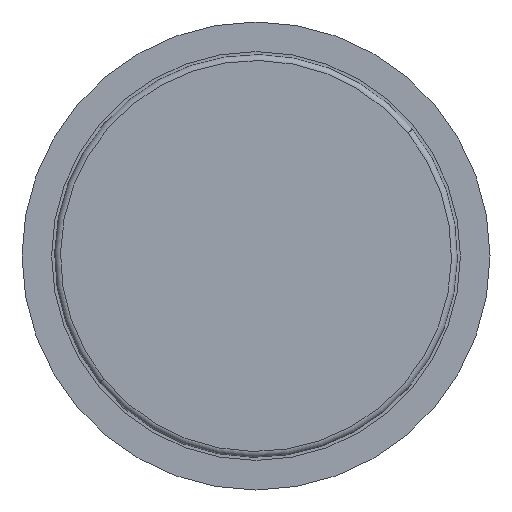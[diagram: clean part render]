
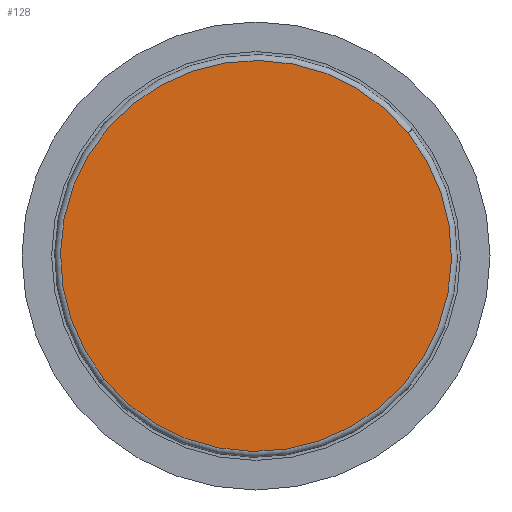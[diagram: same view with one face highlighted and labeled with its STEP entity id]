
A CAD part, front view. The second image highlights one B-rep face of the part: STEP entity #128.
In plain terms, the highlighted planar face has unit normal (0, -1, 0).
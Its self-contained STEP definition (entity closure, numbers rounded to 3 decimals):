
#128 = ADVANCED_FACE ( 'NONE', ( #2515 ), #292, .T. ) ;
#271 = ORIENTED_EDGE ( 'NONE', *, *, #2680, .T. ) ;
#292 = PLANE ( 'NONE',  #1787 ) ;
#605 = CIRCLE ( 'NONE', #1629, 33. ) ;
#620 = ORIENTED_EDGE ( 'NONE', *, *, #1206, .T. ) ;
#809 = DIRECTION ( 'NONE',  ( 0., -1., 0. ) ) ;
#856 = DIRECTION ( 'NONE',  ( 0., 0., 1. ) ) ;
#876 = DIRECTION ( 'NONE',  ( 0., 0., 1. ) ) ;
#997 = CARTESIAN_POINT ( 'NONE',  ( 0., 0., -33. ) ) ;
#1017 = CARTESIAN_POINT ( 'NONE',  ( -33.366, 0., -33. ) ) ;
#1100 = CIRCLE ( 'NONE', #2911, 33. ) ;
#1115 = CARTESIAN_POINT ( 'NONE',  ( 0., 0., 0. ) ) ;
#1206 = EDGE_CURVE ( 'NONE', #2494, #2888, #605, .T. ) ;
#1629 = AXIS2_PLACEMENT_3D ( 'NONE', #1115, #3092, #876 ) ;
#1738 = CARTESIAN_POINT ( 'NONE',  ( 0., 0., 33. ) ) ;
#1787 = AXIS2_PLACEMENT_3D ( 'NONE', #1017, #809, #2962 ) ;
#1907 = EDGE_LOOP ( 'NONE', ( #620, #271 ) ) ;
#2350 = CARTESIAN_POINT ( 'NONE',  ( 0., 0., 0. ) ) ;
#2494 = VERTEX_POINT ( 'NONE', #1738 ) ;
#2515 = FACE_OUTER_BOUND ( 'NONE', #1907, .T. ) ;
#2680 = EDGE_CURVE ( 'NONE', #2888, #2494, #1100, .T. ) ;
#2888 = VERTEX_POINT ( 'NONE', #997 ) ;
#2911 = AXIS2_PLACEMENT_3D ( 'NONE', #2350, #3075, #856 ) ;
#2962 = DIRECTION ( 'NONE',  ( 1., 0., 0. ) ) ;
#3075 = DIRECTION ( 'NONE',  ( 0., -1., 0. ) ) ;
#3092 = DIRECTION ( 'NONE',  ( 0., -1., 0. ) ) ;
